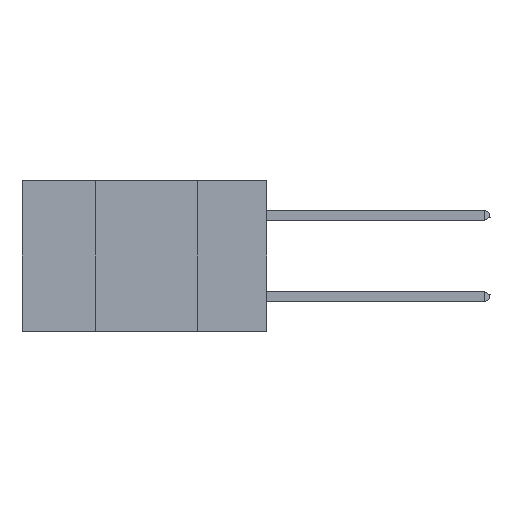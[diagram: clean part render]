
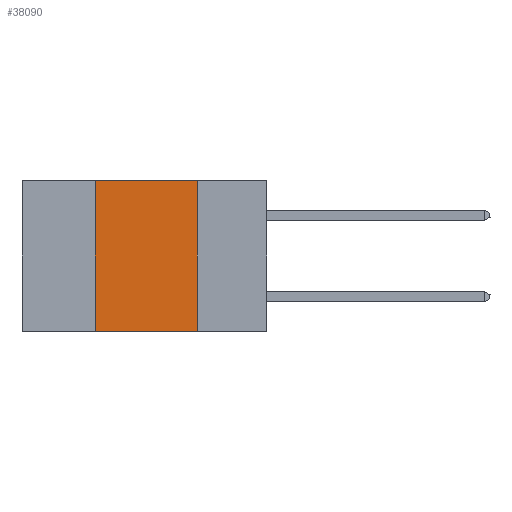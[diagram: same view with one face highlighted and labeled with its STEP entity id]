
A CAD part, left-side view. The second image highlights one B-rep face of the part: STEP entity #38090.
In plain terms, the highlighted planar face has unit normal (-1, 0, 0).
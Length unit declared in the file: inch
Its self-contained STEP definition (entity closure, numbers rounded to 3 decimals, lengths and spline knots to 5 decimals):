
#277 = VERTEX_POINT ( 'NONE', #310 ) ;
#310 = CARTESIAN_POINT ( 'NONE',  ( 0., 0.17, -0.37 ) ) ;
#1101 = PLANE ( 'NONE',  #33397 ) ;
#1959 = CARTESIAN_POINT ( 'NONE',  ( 0., 0.6, 0. ) ) ;
#1977 = EDGE_CURVE ( 'NONE', #2030, #18011, #6973, .T. ) ;
#2030 = VERTEX_POINT ( 'NONE', #5926 ) ;
#2457 = LINE ( 'NONE', #17300, #29669 ) ;
#4885 = CARTESIAN_POINT ( 'NONE',  ( 0., 0.42, 0. ) ) ;
#4948 = DIRECTION ( 'NONE',  ( 0., -1., 0. ) ) ;
#5926 = CARTESIAN_POINT ( 'NONE',  ( 0., 0.42, 0. ) ) ;
#6973 = LINE ( 'NONE', #1959, #32041 ) ;
#7948 = ORIENTED_EDGE ( 'NONE', *, *, #35230, .F. ) ;
#8242 = ORIENTED_EDGE ( 'NONE', *, *, #39425, .F. ) ;
#9417 = LINE ( 'NONE', #15987, #16415 ) ;
#12030 = DIRECTION ( 'NONE',  ( 0., 0., 1. ) ) ;
#13889 = FACE_OUTER_BOUND ( 'NONE', #40419, .T. ) ;
#14354 = LINE ( 'NONE', #4885, #20737 ) ;
#15987 = CARTESIAN_POINT ( 'NONE',  ( 0., 0.17, 0. ) ) ;
#16415 = VECTOR ( 'NONE', #39185, 39.37008 ) ;
#17300 = CARTESIAN_POINT ( 'NONE',  ( 0., 0.6, -0.37 ) ) ;
#18011 = VERTEX_POINT ( 'NONE', #21152 ) ;
#20737 = VECTOR ( 'NONE', #12030, 39.37008 ) ;
#21152 = CARTESIAN_POINT ( 'NONE',  ( 0., 0.17, 0. ) ) ;
#21461 = CARTESIAN_POINT ( 'NONE',  ( 0., 0.42, -0.37 ) ) ;
#23206 = ORIENTED_EDGE ( 'NONE', *, *, #1977, .F. ) ;
#24872 = CARTESIAN_POINT ( 'NONE',  ( 0., 0.6, 0. ) ) ;
#25015 = DIRECTION ( 'NONE',  ( 0., 0., -1. ) ) ;
#29669 = VECTOR ( 'NONE', #34235, 39.37008 ) ;
#32041 = VECTOR ( 'NONE', #4948, 39.37008 ) ;
#33397 = AXIS2_PLACEMENT_3D ( 'NONE', #24872, #41680, #25015 ) ;
#34235 = DIRECTION ( 'NONE',  ( 0., -1., 0. ) ) ;
#35230 = EDGE_CURVE ( 'NONE', #18011, #277, #9417, .T. ) ;
#35510 = EDGE_CURVE ( 'NONE', #39273, #277, #2457, .T. ) ;
#38090 = ADVANCED_FACE ( 'NONE', ( #13889 ), #1101, .F. ) ;
#38646 = ORIENTED_EDGE ( 'NONE', *, *, #35510, .T. ) ;
#39185 = DIRECTION ( 'NONE',  ( 0., 0., -1. ) ) ;
#39273 = VERTEX_POINT ( 'NONE', #21461 ) ;
#39425 = EDGE_CURVE ( 'NONE', #39273, #2030, #14354, .T. ) ;
#40419 = EDGE_LOOP ( 'NONE', ( #7948, #23206, #8242, #38646 ) ) ;
#41680 = DIRECTION ( 'NONE',  ( 1., 0., 0. ) ) ;
